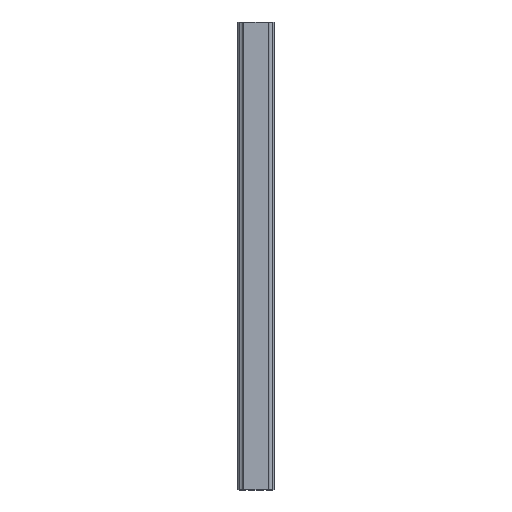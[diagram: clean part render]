
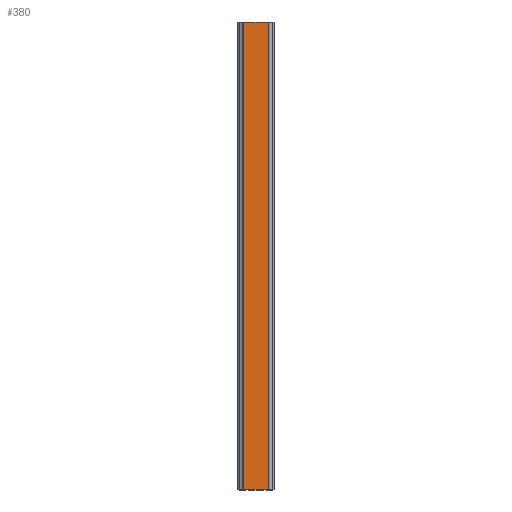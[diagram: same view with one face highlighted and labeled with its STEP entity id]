
A CAD part, top view. The second image highlights one B-rep face of the part: STEP entity #380.
In plain terms, the highlighted planar face has unit normal (0, 0, 1).
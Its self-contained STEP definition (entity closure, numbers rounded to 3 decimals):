
#380=ADVANCED_FACE('',(#787),#788,.T.);
#787=FACE_OUTER_BOUND('',#1209,.T.);
#788=PLANE('',#1210);
#1209=EDGE_LOOP('',(#2360,#2361,#2362,#2363));
#1210=AXIS2_PLACEMENT_3D('',#2364,#2365,#2366);
#2360=ORIENTED_EDGE('',*,*,#2917,.T.);
#2361=ORIENTED_EDGE('',*,*,#3014,.F.);
#2362=ORIENTED_EDGE('',*,*,#2781,.T.);
#2363=ORIENTED_EDGE('',*,*,#3012,.T.);
#2364=CARTESIAN_POINT('',(0.,360.0,26.));
#2365=DIRECTION('',(0.0,0.0,1.0));
#2366=DIRECTION('',(-1.0,0.0,0.0));
#2781=EDGE_CURVE('',#3412,#3410,#3413,.T.);
#2917=EDGE_CURVE('',#3639,#3637,#3640,.T.);
#3012=EDGE_CURVE('',#3410,#3639,#3758,.T.);
#3014=EDGE_CURVE('',#3412,#3637,#3760,.T.);
#3410=VERTEX_POINT('',#4304);
#3412=VERTEX_POINT('',#4307);
#3413=LINE('',#4308,#4309);
#3637=VERTEX_POINT('',#4621);
#3639=VERTEX_POINT('',#4624);
#3640=LINE('',#4625,#4626);
#3758=LINE('',#4782,#4783);
#3760=LINE('',#4785,#4786);
#4304=CARTESIAN_POINT('',(-9.342,360.0,26.));
#4307=CARTESIAN_POINT('',(9.342,360.0,26.));
#4308=CARTESIAN_POINT('',(9.342,360.0,26.));
#4309=VECTOR('',#5070,1.0);
#4621=CARTESIAN_POINT('',(9.342,0.0,26.));
#4624=CARTESIAN_POINT('',(-9.342,0.0,26.));
#4625=CARTESIAN_POINT('',(9.342,0.0,26.));
#4626=VECTOR('',#5226,1.0);
#4782=CARTESIAN_POINT('',(-9.342,360.0,26.));
#4783=VECTOR('',#5328,1.0);
#4785=CARTESIAN_POINT('',(9.342,360.0,26.));
#4786=VECTOR('',#5329,1.0);
#5070=DIRECTION('',(-1.0,0.0,0.0));
#5226=DIRECTION('',(1.0,0.0,0.0));
#5328=DIRECTION('',(0.0,-1.0,0.0));
#5329=DIRECTION('',(0.0,-1.0,0.0));
